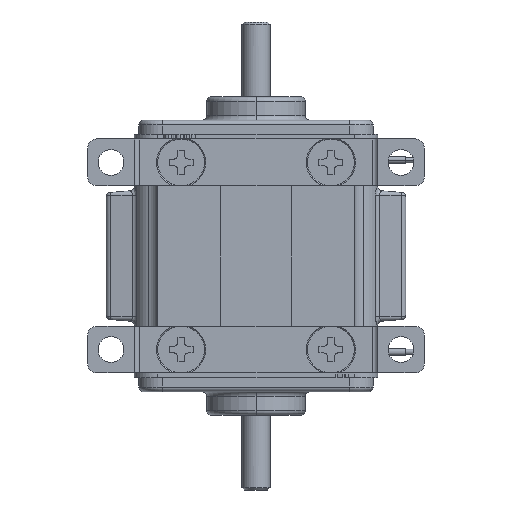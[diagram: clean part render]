
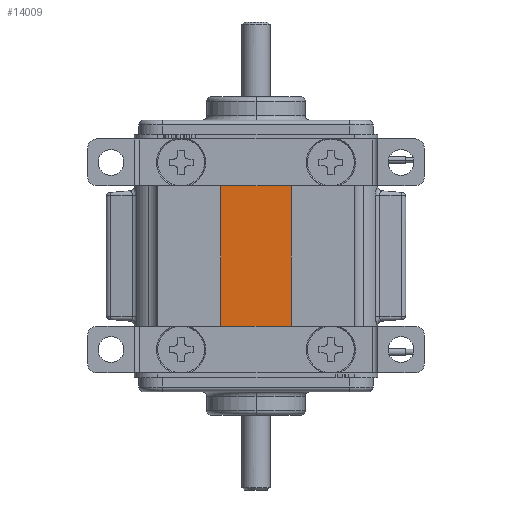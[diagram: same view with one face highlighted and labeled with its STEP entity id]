
A CAD part, front view. The second image highlights one B-rep face of the part: STEP entity #14009.
In plain terms, the highlighted planar face has unit normal (0, -1, 0).
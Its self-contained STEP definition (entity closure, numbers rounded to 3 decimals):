
#343 = CIRCLE ( 'NONE', #29372, 1. ) ;
#865 = EDGE_CURVE ( 'NONE', #7926, #55135, #343, .T. ) ;
#904 = EDGE_CURVE ( 'NONE', #25043, #18175, #51684, .T. ) ;
#3699 = ORIENTED_EDGE ( 'NONE', *, *, #29634, .T. ) ;
#3881 = CIRCLE ( 'NONE', #26189, 1. ) ;
#5368 = CARTESIAN_POINT ( 'NONE',  ( 7.5, -23.536, -11. ) ) ;
#5707 = VECTOR ( 'NONE', #22525, 1000. ) ;
#6740 = CIRCLE ( 'NONE', #41900, 1. ) ;
#7641 = EDGE_CURVE ( 'NONE', #7926, #49581, #64760, .T. ) ;
#7926 = VERTEX_POINT ( 'NONE', #17045 ) ;
#8032 = CARTESIAN_POINT ( 'NONE',  ( 6.5, -23.536, -11. ) ) ;
#8514 = PLANE ( 'NONE',  #61736 ) ;
#10814 = VERTEX_POINT ( 'NONE', #18771 ) ;
#11797 = DIRECTION ( 'NONE',  ( 0., -1., 0. ) ) ;
#12842 = CARTESIAN_POINT ( 'NONE',  ( 7.5, -23.536, -41. ) ) ;
#13183 = DIRECTION ( 'NONE',  ( 0., 0., 1. ) ) ;
#13860 = DIRECTION ( 'NONE',  ( 0., 1., 0. ) ) ;
#14009 = ADVANCED_FACE ( 'NONE', ( #57889 ), #8514, .F. ) ;
#14056 = DIRECTION ( 'NONE',  ( 0., -1., 0. ) ) ;
#17045 = CARTESIAN_POINT ( 'NONE',  ( -6.5, -23.536, -10. ) ) ;
#17652 = CARTESIAN_POINT ( 'NONE',  ( 6.5, -23.536, -42. ) ) ;
#18175 = VERTEX_POINT ( 'NONE', #12842 ) ;
#18771 = CARTESIAN_POINT ( 'NONE',  ( -7.5, -23.536, -41. ) ) ;
#18794 = EDGE_CURVE ( 'NONE', #10814, #41817, #3881, .T. ) ;
#20958 = LINE ( 'NONE', #63331, #5707 ) ;
#22525 = DIRECTION ( 'NONE',  ( -1., 0., 0. ) ) ;
#25043 = VERTEX_POINT ( 'NONE', #17652 ) ;
#25683 = DIRECTION ( 'NONE',  ( 0., 0., 1. ) ) ;
#26189 = AXIS2_PLACEMENT_3D ( 'NONE', #42518, #11797, #47648 ) ;
#27138 = DIRECTION ( 'NONE',  ( 0., -1., 0. ) ) ;
#29372 = AXIS2_PLACEMENT_3D ( 'NONE', #63766, #27138, #38593 ) ;
#29634 = EDGE_CURVE ( 'NONE', #63179, #49581, #6740, .T. ) ;
#30452 = ORIENTED_EDGE ( 'NONE', *, *, #18794, .T. ) ;
#30893 = ORIENTED_EDGE ( 'NONE', *, *, #32563, .F. ) ;
#32450 = DIRECTION ( 'NONE',  ( 1., 0., 0. ) ) ;
#32563 = EDGE_CURVE ( 'NONE', #63179, #18175, #38672, .T. ) ;
#35287 = ORIENTED_EDGE ( 'NONE', *, *, #54516, .F. ) ;
#35446 = CARTESIAN_POINT ( 'NONE',  ( 7.5, -23.536, -10. ) ) ;
#36110 = EDGE_CURVE ( 'NONE', #10814, #55135, #65914, .T. ) ;
#38593 = DIRECTION ( 'NONE',  ( 0., 0., 1. ) ) ;
#38672 = LINE ( 'NONE', #35446, #64342 ) ;
#39388 = CARTESIAN_POINT ( 'NONE',  ( 6.5, -23.536, -41. ) ) ;
#40266 = VECTOR ( 'NONE', #25683, 1000. ) ;
#41396 = CARTESIAN_POINT ( 'NONE',  ( -7.5, -23.536, -10. ) ) ;
#41817 = VERTEX_POINT ( 'NONE', #61673 ) ;
#41900 = AXIS2_PLACEMENT_3D ( 'NONE', #8032, #43900, #13183 ) ;
#42518 = CARTESIAN_POINT ( 'NONE',  ( -6.5, -23.536, -41. ) ) ;
#43900 = DIRECTION ( 'NONE',  ( 0., -1., 0. ) ) ;
#45722 = DIRECTION ( 'NONE',  ( 0., 0., -1. ) ) ;
#47648 = DIRECTION ( 'NONE',  ( 0., 0., 1. ) ) ;
#49526 = DIRECTION ( 'NONE',  ( 0., 0., 1. ) ) ;
#49581 = VERTEX_POINT ( 'NONE', #63725 ) ;
#49701 = DIRECTION ( 'NONE',  ( 0., 0., 1. ) ) ;
#49969 = AXIS2_PLACEMENT_3D ( 'NONE', #39388, #14056, #49526 ) ;
#51684 = CIRCLE ( 'NONE', #49969, 1. ) ;
#52243 = ORIENTED_EDGE ( 'NONE', *, *, #904, .T. ) ;
#53705 = EDGE_LOOP ( 'NONE', ( #58632, #30452, #35287, #52243, #30893, #3699, #63679, #53802 ) ) ;
#53802 = ORIENTED_EDGE ( 'NONE', *, *, #865, .T. ) ;
#54516 = EDGE_CURVE ( 'NONE', #25043, #41817, #20958, .T. ) ;
#55135 = VERTEX_POINT ( 'NONE', #57383 ) ;
#57383 = CARTESIAN_POINT ( 'NONE',  ( -7.5, -23.536, -11. ) ) ;
#57889 = FACE_OUTER_BOUND ( 'NONE', #53705, .T. ) ;
#58632 = ORIENTED_EDGE ( 'NONE', *, *, #36110, .F. ) ;
#59796 = CARTESIAN_POINT ( 'NONE',  ( -23.536, -23.536, -48. ) ) ;
#61673 = CARTESIAN_POINT ( 'NONE',  ( -6.5, -23.536, -42. ) ) ;
#61736 = AXIS2_PLACEMENT_3D ( 'NONE', #59796, #13860, #49701 ) ;
#63167 = CARTESIAN_POINT ( 'NONE',  ( -7.5, -23.536, -10. ) ) ;
#63179 = VERTEX_POINT ( 'NONE', #5368 ) ;
#63331 = CARTESIAN_POINT ( 'NONE',  ( -7.5, -23.536, -42. ) ) ;
#63679 = ORIENTED_EDGE ( 'NONE', *, *, #7641, .F. ) ;
#63725 = CARTESIAN_POINT ( 'NONE',  ( 6.5, -23.536, -10. ) ) ;
#63766 = CARTESIAN_POINT ( 'NONE',  ( -6.5, -23.536, -11. ) ) ;
#64342 = VECTOR ( 'NONE', #45722, 1000. ) ;
#64760 = LINE ( 'NONE', #63167, #66335 ) ;
#65914 = LINE ( 'NONE', #41396, #40266 ) ;
#66335 = VECTOR ( 'NONE', #32450, 1000. ) ;
